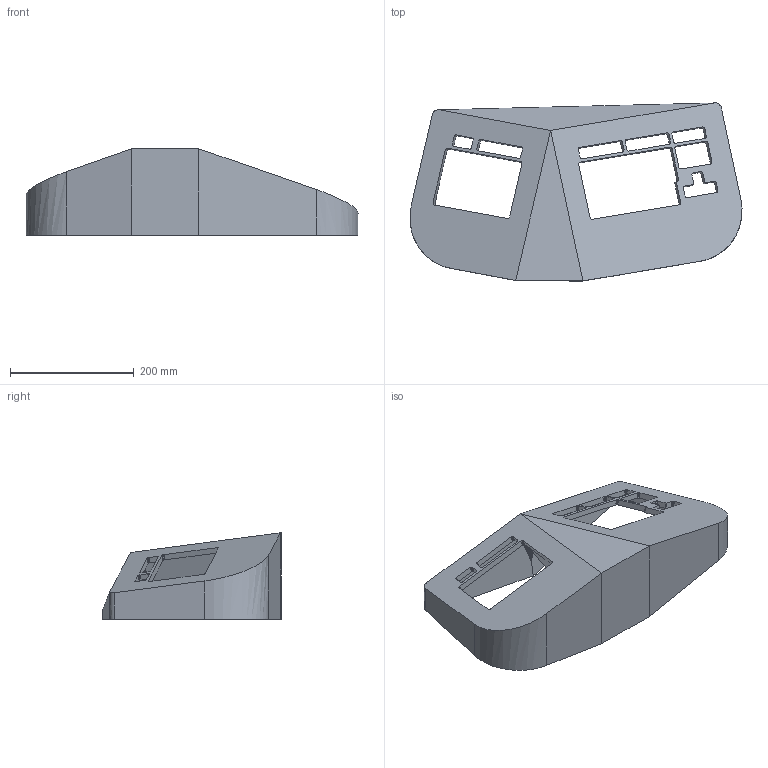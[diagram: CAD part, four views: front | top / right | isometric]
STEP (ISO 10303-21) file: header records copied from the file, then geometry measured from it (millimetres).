
FILE_DESCRIPTION(('FreeCAD Model'),'2;1');
FILE_NAME('tmptB1USe','2018-07-02T19:18:36',('FreeCAD'),('FreeCAD') ,'Open CASCADE STEP processor 7.2','FreeCAD','Unknown');
FILE_SCHEMA(('AUTOMOTIVE_DESIGN { 1 0 10303 214 1 1 1 1 }'));
Length unit declared in the file: millimetre
Products named in the file (1): Open CASCADE STEP translator 7.2 1
Bounding box: 537.02 x 288.26 x 140 mm (x, y, z)
Volume: 6111766.5 mm3; surface area: 428037.2 mm2
Topology: 1 solids, 1 shells, 393 faces, 1165 edges, 775 vertices
Faces by surface type: plane 389, extrusion 4
Entity records: 28173 total; most frequent: CARTESIAN_POINT 5511, DIRECTION 3921, VECTOR 3121, LINE 3117, ORIENTED_EDGE 2330, PCURVE 2330, DEFINITIONAL_REPRESENTATION 2330, EDGE_CURVE 1165
